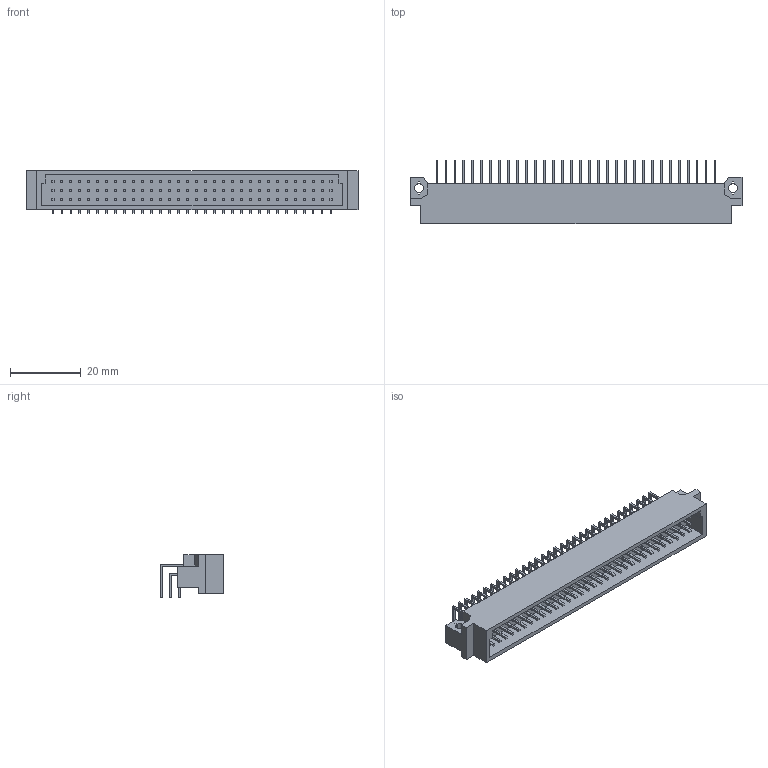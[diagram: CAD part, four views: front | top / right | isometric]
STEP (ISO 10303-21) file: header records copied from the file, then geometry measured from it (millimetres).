
FILE_DESCRIPTION (( 'STEP AP214' ), '1' );
FILE_NAME ('9001-11961C00A.STEP', '2019-11-01T11:20:57', ( '' ), ( '' ), 'SwSTEP 2.0', 'SolidWorks 2011', '' );
FILE_SCHEMA (( 'AUTOMOTIVE_DESIGN' ));
Length unit declared in the file: millimetre
Products named in the file (1): 9001-11961C00A
Bounding box: 94 x 18.02 x 12.15 mm (x, y, z)
Volume: 6457.4 mm3; surface area: 9064.3 mm2
Topology: 1 solids, 1 shells, 1203 faces, 3022 edges, 2014 vertices
Faces by surface type: plane 1197, cylinder 6
Entity records: 48487 total; most frequent: CARTESIAN_POINT 6240, ORIENTED_EDGE 6044, DIRECTION 5442, EDGE_CURVE 3022, VECTOR 3010, LINE 3010, VERTEX_POINT 2014, EDGE_LOOP 1400
